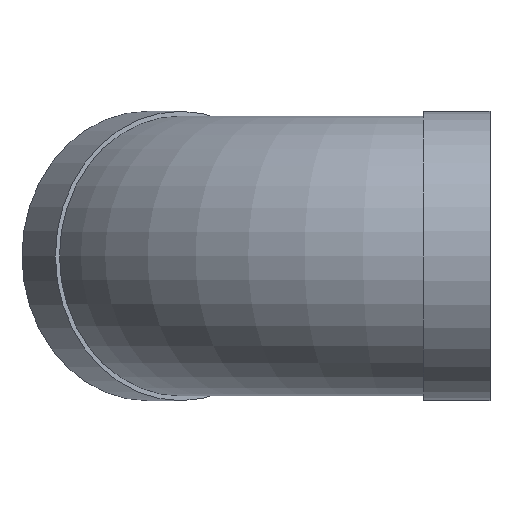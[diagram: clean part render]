
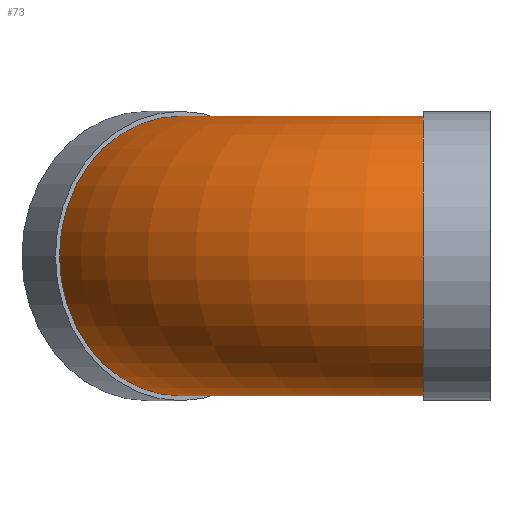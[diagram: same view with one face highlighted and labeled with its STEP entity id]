
A CAD part, left-side view. The second image highlights one B-rep face of the part: STEP entity #73.
In plain terms, the highlighted toroidal (fillet/blend) face has major radius 180 mm and minor radius 90 mm.
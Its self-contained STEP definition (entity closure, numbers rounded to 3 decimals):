
#73 = ADVANCED_FACE( '', ( #142, #143 ), #144, .T. );
#142 = FACE_OUTER_BOUND( '', #204, .T. );
#143 = FACE_OUTER_BOUND( '', #205, .T. );
#144 = TOROIDAL_SURFACE( '', #206, 180., 90. );
#204 = EDGE_LOOP( '', ( #268 ) );
#205 = EDGE_LOOP( '', ( #269 ) );
#206 = AXIS2_PLACEMENT_3D( '', #270, #271, #272 );
#268 = ORIENTED_EDGE( '', *, *, #299, .T. );
#269 = ORIENTED_EDGE( '', *, *, #308, .F. );
#270 = CARTESIAN_POINT( '', ( 180., 43., 0. ) );
#271 = DIRECTION( '', ( 0., 0., -1. ) );
#272 = DIRECTION( '', ( -1., 0., 0. ) );
#299 = EDGE_CURVE( '', #323, #323, #324, .T. );
#308 = EDGE_CURVE( '', #338, #338, #339, .T. );
#323 = VERTEX_POINT( '', #359 );
#324 = CIRCLE( '', #360, 90. );
#338 = VERTEX_POINT( '', #374 );
#339 = CIRCLE( '', #375, 90. );
#359 = CARTESIAN_POINT( '', ( 90., 43., 0. ) );
#360 = AXIS2_PLACEMENT_3D( '', #394, #395, #396 );
#374 = CARTESIAN_POINT( '', ( 135., 120.942, 0. ) );
#375 = AXIS2_PLACEMENT_3D( '', #412, #413, #414 );
#394 = CARTESIAN_POINT( '', ( 0., 43., 0. ) );
#395 = DIRECTION( '', ( 0., 1., 0. ) );
#396 = DIRECTION( '', ( 1., 0., 0. ) );
#412 = CARTESIAN_POINT( '', ( 90., 198.885, 0. ) );
#413 = DIRECTION( '', ( 0.866, 0.5, 0. ) );
#414 = DIRECTION( '', ( 0.5, -0.866, 0. ) );
